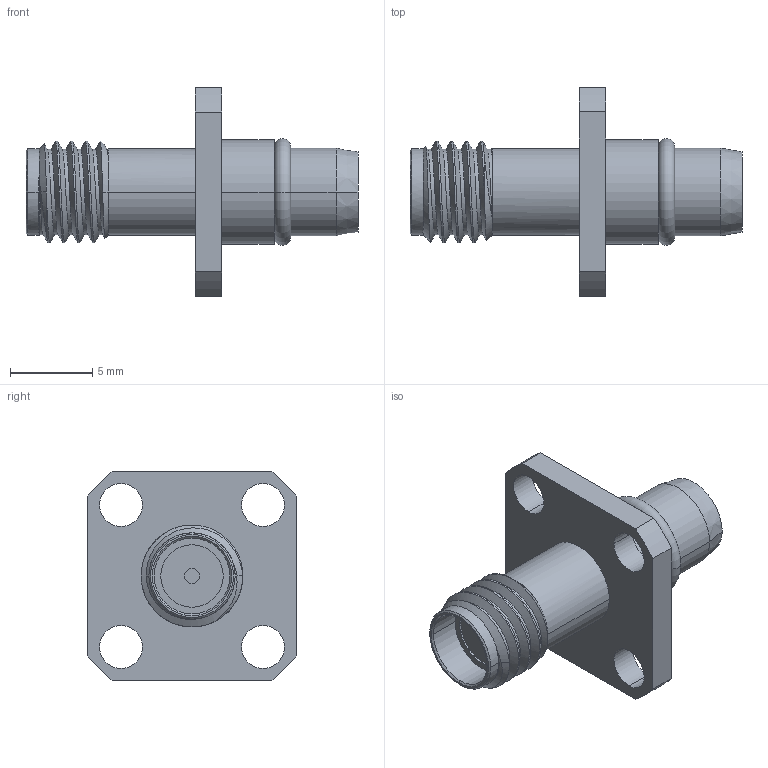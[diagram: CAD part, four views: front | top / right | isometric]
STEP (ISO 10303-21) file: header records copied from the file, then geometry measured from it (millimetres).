
FILE_DESCRIPTION (( 'STEP AP214' ), '1' );
FILE_NAME ('FMAD10025_3D.step', '2024-10-15T22:11:09', ( '' ), ( '' ), 'SwSTEP 2.0', 'SolidWorks 2022', '' );
FILE_SCHEMA (( 'AUTOMOTIVE_DESIGN' ));
Length unit declared in the file: inch
Products named in the file (3): BMA3500-0000-4^FMAD10025; FMAD10025_3D; ADS-A8J3-P4^FMAD10025
Assembly tree (2 placements, depth 2):
  FMAD10025_3D
    ADS-A8J3-P4^FMAD10025
    BMA3500-0000-4^FMAD10025
Bounding box: 20.2 x 12.7 x 12.7 mm (x, y, z)
Volume: 564.6 mm3; surface area: 972 mm2
Topology: 2 solids, 2 shells, 84 faces, 199 edges, 127 vertices
Faces by surface type: cylinder 42, plane 16, cone 14, bspline 6, torus 6
Entity records: 4757 total; most frequent: CARTESIAN_POINT 2697, DIRECTION 425, ORIENTED_EDGE 398, EDGE_CURVE 199, AXIS2_PLACEMENT_3D 180, VERTEX_POINT 127, EDGE_LOOP 102, CIRCLE 97
